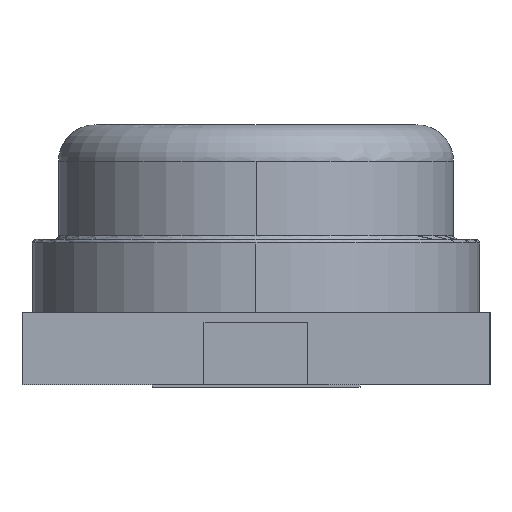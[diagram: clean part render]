
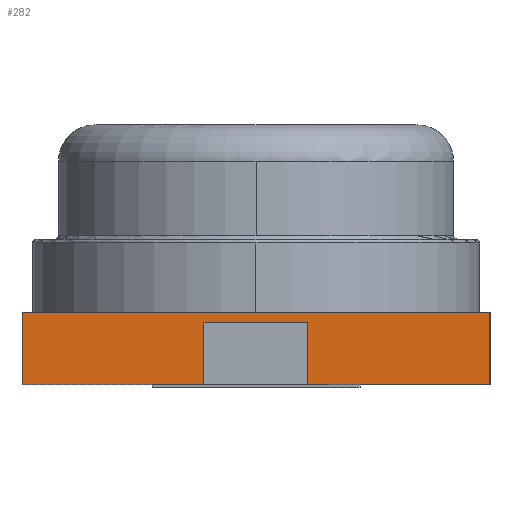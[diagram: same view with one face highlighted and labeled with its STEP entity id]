
A CAD part, left-side view. The second image highlights one B-rep face of the part: STEP entity #282.
In plain terms, the highlighted planar face has unit normal (-1, 0, 0).
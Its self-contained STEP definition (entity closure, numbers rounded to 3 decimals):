
#118 = EDGE_CURVE ( 'NONE', #119, #120, #652, .T. ) ;
#119 = VERTEX_POINT ( 'NONE', #648 ) ;
#120 = VERTEX_POINT ( 'NONE', #647 ) ;
#130 = VERTEX_POINT ( 'NONE', #688 ) ;
#132 = EDGE_CURVE ( 'NONE', #133, #130, #687, .T. ) ;
#133 = VERTEX_POINT ( 'NONE', #683 ) ;
#282 = ADVANCED_FACE ( 'NONE', ( #881 ), #925, .F. ) ;
#283 = ORIENTED_EDGE ( 'NONE', *, *, #1632, .F. ) ;
#292 = EDGE_LOOP ( 'NONE', ( #283, #298, #299, #300, #301, #346, #347, #349, #350, #352 ) ) ;
#298 = ORIENTED_EDGE ( 'NONE', *, *, #1618, .T. ) ;
#299 = ORIENTED_EDGE ( 'NONE', *, *, #1529, .T. ) ;
#300 = ORIENTED_EDGE ( 'NONE', *, *, #132, .T. ) ;
#301 = ORIENTED_EDGE ( 'NONE', *, *, #302, .F. ) ;
#302 = EDGE_CURVE ( 'NONE', #120, #130, #964, .T. ) ;
#346 = ORIENTED_EDGE ( 'NONE', *, *, #118, .F. ) ;
#347 = ORIENTED_EDGE ( 'NONE', *, *, #348, .T. ) ;
#348 = EDGE_CURVE ( 'NONE', #119, #1559, #1020, .T. ) ;
#349 = ORIENTED_EDGE ( 'NONE', *, *, #1593, .T. ) ;
#350 = ORIENTED_EDGE ( 'NONE', *, *, #1561, .T. ) ;
#352 = ORIENTED_EDGE ( 'NONE', *, *, #1509, .T. ) ;
#647 = CARTESIAN_POINT ( 'NONE',  ( -5.7, -2.25, 0.72 ) ) ;
#648 = CARTESIAN_POINT ( 'NONE',  ( -5.7, 2.25, 0.72 ) ) ;
#649 = DIRECTION ( 'NONE',  ( 0., -1., 0. ) ) ;
#650 = VECTOR ( 'NONE', #649, 1000. ) ;
#651 = CARTESIAN_POINT ( 'NONE',  ( -5.7, 2.25, 0.72 ) ) ;
#652 = LINE ( 'NONE', #651, #650 ) ;
#683 = CARTESIAN_POINT ( 'NONE',  ( -5.7, -1., 0.02 ) ) ;
#684 = DIRECTION ( 'NONE',  ( 0., -1., 0. ) ) ;
#685 = VECTOR ( 'NONE', #684, 1000. ) ;
#686 = CARTESIAN_POINT ( 'NONE',  ( -5.7, 2.25, 0.02 ) ) ;
#687 = LINE ( 'NONE', #686, #685 ) ;
#688 = CARTESIAN_POINT ( 'NONE',  ( -5.7, -2.25, 0.02 ) ) ;
#881 = FACE_OUTER_BOUND ( 'NONE', #292, .T. ) ;
#920 = DIRECTION ( 'NONE',  ( 0., 1., 0. ) ) ;
#921 = DIRECTION ( 'NONE',  ( 1., 0., 0. ) ) ;
#922 = CARTESIAN_POINT ( 'NONE',  ( -5.7, 2.25, 0.72 ) ) ;
#923 = AXIS2_PLACEMENT_3D ( 'NONE', #922, #921, #920 ) ;
#925 = PLANE ( 'NONE',  #923 ) ;
#961 = DIRECTION ( 'NONE',  ( 0., 0., -1. ) ) ;
#962 = VECTOR ( 'NONE', #961, 1000. ) ;
#963 = CARTESIAN_POINT ( 'NONE',  ( -5.7, -2.25, 0.72 ) ) ;
#964 = LINE ( 'NONE', #963, #962 ) ;
#1016 = DIRECTION ( 'NONE',  ( 0., 0., -1. ) ) ;
#1017 = VECTOR ( 'NONE', #1016, 1000. ) ;
#1018 = CARTESIAN_POINT ( 'NONE',  ( -5.7, 2.25, 0.72 ) ) ;
#1020 = LINE ( 'NONE', #1018, #1017 ) ;
#1094 = CARTESIAN_POINT ( 'NONE',  ( -5.7, -0.5, 0.02 ) ) ;
#1097 = CARTESIAN_POINT ( 'NONE',  ( -5.7, -0.5, 0.62 ) ) ;
#1099 = CARTESIAN_POINT ( 'NONE',  ( -5.7, 0.5, 0.62 ) ) ;
#1100 = DIRECTION ( 'NONE',  ( 0., 0., 1. ) ) ;
#1101 = VECTOR ( 'NONE', #1100, 1000. ) ;
#1102 = CARTESIAN_POINT ( 'NONE',  ( -5.7, 0.5, 0.62 ) ) ;
#1103 = LINE ( 'NONE', #1102, #1101 ) ;
#1138 = DIRECTION ( 'NONE',  ( 0., -1., 0. ) ) ;
#1139 = VECTOR ( 'NONE', #1138, 1000. ) ;
#1140 = CARTESIAN_POINT ( 'NONE',  ( -5.7, 2.25, 0.02 ) ) ;
#1141 = LINE ( 'NONE', #1140, #1139 ) ;
#1152 = DIRECTION ( 'NONE',  ( 0., -1., 0. ) ) ;
#1153 = VECTOR ( 'NONE', #1152, 1000. ) ;
#1154 = CARTESIAN_POINT ( 'NONE',  ( -5.7, 2.25, 0.02 ) ) ;
#1155 = LINE ( 'NONE', #1154, #1153 ) ;
#1156 = CARTESIAN_POINT ( 'NONE',  ( -5.7, 2.25, 0.02 ) ) ;
#1197 = CARTESIAN_POINT ( 'NONE',  ( -5.7, 0.5, 0.02 ) ) ;
#1262 = CARTESIAN_POINT ( 'NONE',  ( -5.7, 1., 0.02 ) ) ;
#1291 = DIRECTION ( 'NONE',  ( 0., -1., 0. ) ) ;
#1292 = VECTOR ( 'NONE', #1291, 1000. ) ;
#1293 = CARTESIAN_POINT ( 'NONE',  ( -5.7, 2.25, 0.02 ) ) ;
#1294 = LINE ( 'NONE', #1293, #1292 ) ;
#1306 = DIRECTION ( 'NONE',  ( 0., 0., -1. ) ) ;
#1307 = VECTOR ( 'NONE', #1306, 1000. ) ;
#1308 = CARTESIAN_POINT ( 'NONE',  ( -5.7, -0.5, 0.62 ) ) ;
#1311 = LINE ( 'NONE', #1308, #1307 ) ;
#1343 = DIRECTION ( 'NONE',  ( 0., 1., 0. ) ) ;
#1344 = VECTOR ( 'NONE', #1343, 1000. ) ;
#1345 = CARTESIAN_POINT ( 'NONE',  ( -5.7, -0.5, 0.62 ) ) ;
#1346 = LINE ( 'NONE', #1345, #1344 ) ;
#1509 = EDGE_CURVE ( 'NONE', #1570, #1510, #1103, .T. ) ;
#1510 = VERTEX_POINT ( 'NONE', #1099 ) ;
#1515 = VERTEX_POINT ( 'NONE', #1097 ) ;
#1518 = VERTEX_POINT ( 'NONE', #1094 ) ;
#1529 = EDGE_CURVE ( 'NONE', #1518, #133, #1141, .T. ) ;
#1559 = VERTEX_POINT ( 'NONE', #1156 ) ;
#1561 = EDGE_CURVE ( 'NONE', #1589, #1570, #1155, .T. ) ;
#1570 = VERTEX_POINT ( 'NONE', #1197 ) ;
#1589 = VERTEX_POINT ( 'NONE', #1262 ) ;
#1593 = EDGE_CURVE ( 'NONE', #1559, #1589, #1294, .T. ) ;
#1618 = EDGE_CURVE ( 'NONE', #1515, #1518, #1311, .T. ) ;
#1632 = EDGE_CURVE ( 'NONE', #1515, #1510, #1346, .T. ) ;
